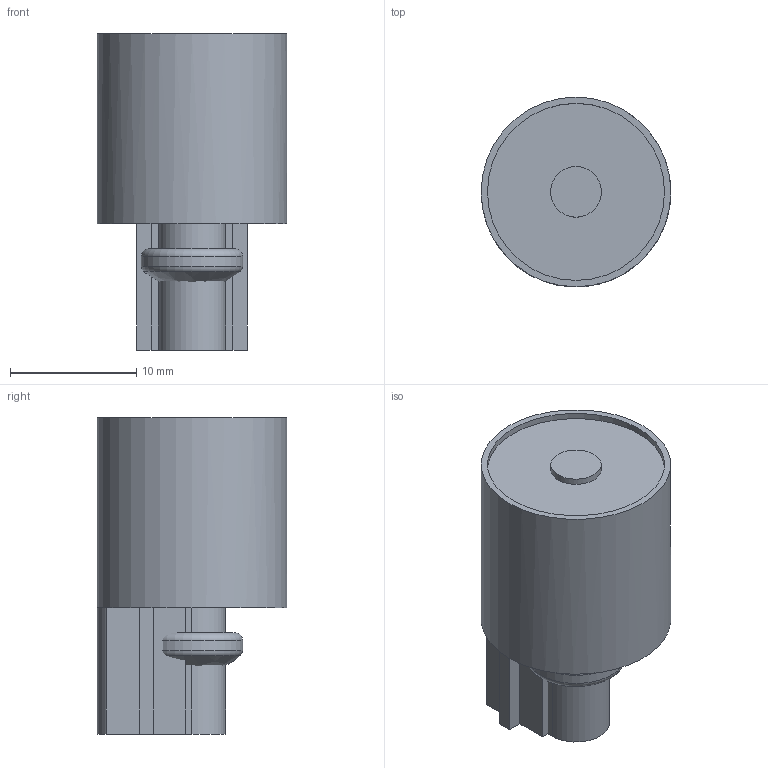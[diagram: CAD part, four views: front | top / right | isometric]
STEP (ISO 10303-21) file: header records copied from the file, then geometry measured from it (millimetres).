
FILE_DESCRIPTION(/* description */ (''),/* implementation_level */ '2;1');
FILE_NAME(/* name */ 'Magnet.step',/* time_stamp */ '2019-11-26T19:28:04+01:00',/* author */ (''),/* organization */ (''),/* preprocessor_version */ 'ST-DEVELOPER v18',/* originating_system */ 'Autodesk Translation Framework v8.12.0.6',/* authorisation */ '');
FILE_SCHEMA (('AUTOMOTIVE_DESIGN { 1 0 10303 214 3 1 1 }'));
Length unit declared in the file: millimetre
Products named in the file (2): Magnet; M4 6mm
Assembly tree (1 placements, depth 2):
  Magnet
    M4 6mm
Bounding box: 15 x 15 x 25 mm (x, y, z)
Volume: 3603.6 mm3; surface area: 2142.7 mm2
Topology: 3 solids, 4 shells, 98 faces, 257 edges, 171 vertices
Faces by surface type: plane 42, cylinder 38, cone 9, bspline 6, torus 2, sphere 1
Full cylindrical faces by diameter (mm): 3.091 x12, 4 x13, 8 x1, 14 x1, 15 x1
Entity records: 6220 total; most frequent: CARTESIAN_POINT 3856, ORIENTED_EDGE 514, DIRECTION 421, EDGE_CURVE 257, VERTEX_POINT 171, AXIS2_PLACEMENT_3D 156, LINE 109, VECTOR 109
